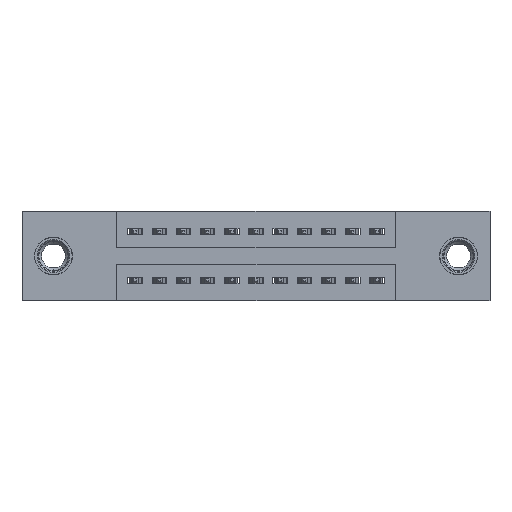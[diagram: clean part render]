
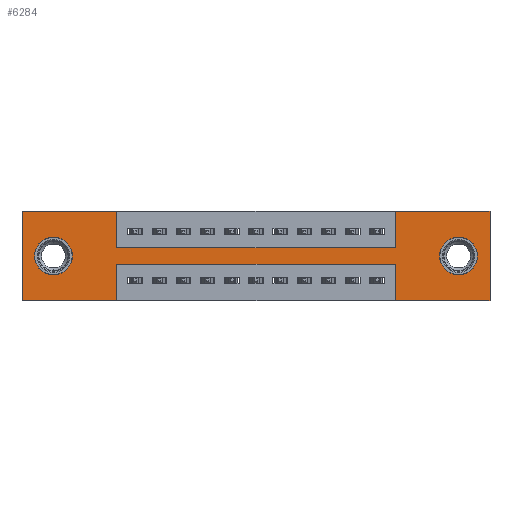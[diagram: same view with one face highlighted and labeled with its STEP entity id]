
A CAD part, front view. The second image highlights one B-rep face of the part: STEP entity #6284.
In plain terms, the highlighted planar face has unit normal (0, -1, 0).
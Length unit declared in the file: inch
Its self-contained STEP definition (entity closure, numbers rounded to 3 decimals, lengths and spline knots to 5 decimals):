
#162 = CARTESIAN_POINT ( 'NONE',  ( 0., 0., 0. ) ) ;
#311 = VERTEX_POINT ( 'NONE', #12116 ) ;
#355 = VECTOR ( 'NONE', #3726, 39.37008 ) ;
#447 = DIRECTION ( 'NONE',  ( 0., -1., 0. ) ) ;
#465 = CARTESIAN_POINT ( 'NONE',  ( 0.13, 0., -0.107 ) ) ;
#516 = DIRECTION ( 'NONE',  ( 0., 0., 1. ) ) ;
#544 = EDGE_CURVE ( 'NONE', #8917, #4277, #3078, .T. ) ;
#569 = DIRECTION ( 'NONE',  ( 0., 0., 1. ) ) ;
#595 = CARTESIAN_POINT ( 'NONE',  ( 0.3925, 0., -0.22 ) ) ;
#607 = ORIENTED_EDGE ( 'NONE', *, *, #9875, .F. ) ;
#727 = CARTESIAN_POINT ( 'NONE',  ( 0., 0., -0.37 ) ) ;
#729 = LINE ( 'NONE', #727, #10589 ) ;
#758 = CARTESIAN_POINT ( 'NONE',  ( 0.3925, 0., -0.22 ) ) ;
#800 = CARTESIAN_POINT ( 'NONE',  ( 0., 0., 0. ) ) ;
#862 = CARTESIAN_POINT ( 'NONE',  ( 0., 0., 0. ) ) ;
#962 = DIRECTION ( 'NONE',  ( 1., 0., 0. ) ) ;
#1095 = VERTEX_POINT ( 'NONE', #4545 ) ;
#1181 = VERTEX_POINT ( 'NONE', #2369 ) ;
#1288 = ORIENTED_EDGE ( 'NONE', *, *, #12644, .F. ) ;
#1484 = LINE ( 'NONE', #8615, #6862 ) ;
#1704 = EDGE_CURVE ( 'NONE', #12196, #311, #2871, .T. ) ;
#1808 = LINE ( 'NONE', #1845, #12919 ) ;
#1811 = CARTESIAN_POINT ( 'NONE',  ( 0.3925, 0., -0.37 ) ) ;
#1845 = CARTESIAN_POINT ( 'NONE',  ( 1.935, 0., 0. ) ) ;
#1898 = DIRECTION ( 'NONE',  ( -1., 0., 0. ) ) ;
#1910 = ORIENTED_EDGE ( 'NONE', *, *, #7527, .F. ) ;
#2037 = EDGE_CURVE ( 'NONE', #13418, #9527, #7577, .T. ) ;
#2369 = CARTESIAN_POINT ( 'NONE',  ( 1.5425, 0., -0.37 ) ) ;
#2370 = CARTESIAN_POINT ( 'NONE',  ( 1.5425, 0., 0. ) ) ;
#2497 = DIRECTION ( 'NONE',  ( 0., 0., 1. ) ) ;
#2545 = LINE ( 'NONE', #2370, #10810 ) ;
#2631 = CARTESIAN_POINT ( 'NONE',  ( 0.3925, 0., 0. ) ) ;
#2638 = VECTOR ( 'NONE', #5674, 39.37008 ) ;
#2675 = CARTESIAN_POINT ( 'NONE',  ( 1.935, 0., 0. ) ) ;
#2842 = VERTEX_POINT ( 'NONE', #6966 ) ;
#2871 = CIRCLE ( 'NONE', #10971, 0.078 ) ;
#2887 = AXIS2_PLACEMENT_3D ( 'NONE', #10235, #3766, #11314 ) ;
#3078 = LINE ( 'NONE', #862, #9503 ) ;
#3322 = LINE ( 'NONE', #2631, #355 ) ;
#3360 = EDGE_CURVE ( 'NONE', #1095, #8917, #2545, .T. ) ;
#3679 = CIRCLE ( 'NONE', #7105, 0.078 ) ;
#3726 = DIRECTION ( 'NONE',  ( 0., 0., -1. ) ) ;
#3734 = CARTESIAN_POINT ( 'NONE',  ( 1.805, 0., -0.107 ) ) ;
#3766 = DIRECTION ( 'NONE',  ( 0., 1., 0. ) ) ;
#3864 = ORIENTED_EDGE ( 'NONE', *, *, #544, .F. ) ;
#3866 = EDGE_CURVE ( 'NONE', #12970, #13418, #1484, .T. ) ;
#4040 = DIRECTION ( 'NONE',  ( -1., 0., 0. ) ) ;
#4277 = VERTEX_POINT ( 'NONE', #2675 ) ;
#4310 = ORIENTED_EDGE ( 'NONE', *, *, #5116, .F. ) ;
#4425 = DIRECTION ( 'NONE',  ( 1., 0., 0. ) ) ;
#4502 = AXIS2_PLACEMENT_3D ( 'NONE', #13426, #447, #8027 ) ;
#4514 = CARTESIAN_POINT ( 'NONE',  ( 1.935, 0., -0.37 ) ) ;
#4545 = CARTESIAN_POINT ( 'NONE',  ( 1.5425, 0., -0.15 ) ) ;
#4765 = VERTEX_POINT ( 'NONE', #4514 ) ;
#4964 = ORIENTED_EDGE ( 'NONE', *, *, #8679, .F. ) ;
#4992 = DIRECTION ( 'NONE',  ( 1., 0., 0. ) ) ;
#5116 = EDGE_CURVE ( 'NONE', #4277, #4765, #1808, .T. ) ;
#5173 = AXIS2_PLACEMENT_3D ( 'NONE', #5188, #12940, #6460 ) ;
#5188 = CARTESIAN_POINT ( 'NONE',  ( 0.13, 0., -0.185 ) ) ;
#5260 = CARTESIAN_POINT ( 'NONE',  ( 1.5425, 0., 0. ) ) ;
#5261 = LINE ( 'NONE', #11518, #11059 ) ;
#5493 = ORIENTED_EDGE ( 'NONE', *, *, #8769, .F. ) ;
#5541 = CARTESIAN_POINT ( 'NONE',  ( 0., 0., 0. ) ) ;
#5561 = EDGE_LOOP ( 'NONE', ( #607, #1910, #11986, #5493, #4310, #3864, #13522, #11959, #4964, #1288, #10729, #13116 ) ) ;
#5674 = DIRECTION ( 'NONE',  ( 0., 0., -1. ) ) ;
#5851 = CIRCLE ( 'NONE', #2887, 0.078 ) ;
#5866 = PLANE ( 'NONE',  #4502 ) ;
#6129 = LINE ( 'NONE', #11108, #2638 ) ;
#6284 = ADVANCED_FACE ( 'NONE', ( #13391, #13047, #7619 ), #5866, .T. ) ;
#6460 = DIRECTION ( 'NONE',  ( 0., 0., 1. ) ) ;
#6862 = VECTOR ( 'NONE', #8479, 39.37008 ) ;
#6886 = DIRECTION ( 'NONE',  ( 0., 0., -1. ) ) ;
#6966 = CARTESIAN_POINT ( 'NONE',  ( 0.3925, 0., -0.15 ) ) ;
#7034 = DIRECTION ( 'NONE',  ( 0., 1., 0. ) ) ;
#7096 = CARTESIAN_POINT ( 'NONE',  ( 1.805, 0., -0.185 ) ) ;
#7105 = AXIS2_PLACEMENT_3D ( 'NONE', #13515, #7034, #569 ) ;
#7209 = LINE ( 'NONE', #5541, #12980 ) ;
#7280 = VERTEX_POINT ( 'NONE', #11208 ) ;
#7382 = DIRECTION ( 'NONE',  ( 0., 1., 0. ) ) ;
#7527 = EDGE_CURVE ( 'NONE', #8001, #8112, #11047, .T. ) ;
#7577 = LINE ( 'NONE', #162, #10522 ) ;
#7619 = FACE_OUTER_BOUND ( 'NONE', #5561, .T. ) ;
#7727 = VECTOR ( 'NONE', #13385, 39.37008 ) ;
#8001 = VERTEX_POINT ( 'NONE', #10207 ) ;
#8027 = DIRECTION ( 'NONE',  ( 0., 0., -1. ) ) ;
#8112 = VERTEX_POINT ( 'NONE', #595 ) ;
#8118 = VECTOR ( 'NONE', #1898, 39.37008 ) ;
#8228 = EDGE_LOOP ( 'NONE', ( #12726, #11732 ) ) ;
#8479 = DIRECTION ( 'NONE',  ( -1., 0., 0. ) ) ;
#8615 = CARTESIAN_POINT ( 'NONE',  ( 0., 0., -0.37 ) ) ;
#8651 = VERTEX_POINT ( 'NONE', #13309 ) ;
#8679 = EDGE_CURVE ( 'NONE', #7280, #2842, #3322, .T. ) ;
#8737 = CARTESIAN_POINT ( 'NONE',  ( 0., 0., -0.37 ) ) ;
#8769 = EDGE_CURVE ( 'NONE', #4765, #1181, #729, .T. ) ;
#8917 = VERTEX_POINT ( 'NONE', #5260 ) ;
#8929 = ORIENTED_EDGE ( 'NONE', *, *, #11917, .T. ) ;
#9018 = CARTESIAN_POINT ( 'NONE',  ( 1.5425, 0., -0.37 ) ) ;
#9350 = EDGE_CURVE ( 'NONE', #8651, #10420, #3679, .T. ) ;
#9503 = VECTOR ( 'NONE', #962, 39.37008 ) ;
#9527 = VERTEX_POINT ( 'NONE', #800 ) ;
#9875 = EDGE_CURVE ( 'NONE', #8112, #12970, #6129, .T. ) ;
#10207 = CARTESIAN_POINT ( 'NONE',  ( 1.5425, 0., -0.22 ) ) ;
#10235 = CARTESIAN_POINT ( 'NONE',  ( 1.805, 0., -0.185 ) ) ;
#10420 = VERTEX_POINT ( 'NONE', #465 ) ;
#10491 = DIRECTION ( 'NONE',  ( 0., 0., -1. ) ) ;
#10517 = EDGE_CURVE ( 'NONE', #2842, #1095, #5261, .T. ) ;
#10522 = VECTOR ( 'NONE', #516, 39.37008 ) ;
#10589 = VECTOR ( 'NONE', #4040, 39.37008 ) ;
#10655 = LINE ( 'NONE', #9018, #7727 ) ;
#10729 = ORIENTED_EDGE ( 'NONE', *, *, #2037, .F. ) ;
#10810 = VECTOR ( 'NONE', #2497, 39.37008 ) ;
#10968 = ORIENTED_EDGE ( 'NONE', *, *, #9350, .T. ) ;
#10971 = AXIS2_PLACEMENT_3D ( 'NONE', #7096, #7382, #6886 ) ;
#11047 = LINE ( 'NONE', #758, #8118 ) ;
#11059 = VECTOR ( 'NONE', #4992, 39.37008 ) ;
#11108 = CARTESIAN_POINT ( 'NONE',  ( 0.3925, 0., -0.37 ) ) ;
#11208 = CARTESIAN_POINT ( 'NONE',  ( 0.3925, 0., 0. ) ) ;
#11314 = DIRECTION ( 'NONE',  ( 0., 0., -1. ) ) ;
#11361 = CIRCLE ( 'NONE', #5173, 0.078 ) ;
#11518 = CARTESIAN_POINT ( 'NONE',  ( 0.3925, 0., -0.15 ) ) ;
#11732 = ORIENTED_EDGE ( 'NONE', *, *, #13622, .T. ) ;
#11917 = EDGE_CURVE ( 'NONE', #10420, #8651, #11361, .T. ) ;
#11959 = ORIENTED_EDGE ( 'NONE', *, *, #10517, .F. ) ;
#11986 = ORIENTED_EDGE ( 'NONE', *, *, #12827, .F. ) ;
#12116 = CARTESIAN_POINT ( 'NONE',  ( 1.805, 0., -0.263 ) ) ;
#12196 = VERTEX_POINT ( 'NONE', #3734 ) ;
#12644 = EDGE_CURVE ( 'NONE', #9527, #7280, #7209, .T. ) ;
#12726 = ORIENTED_EDGE ( 'NONE', *, *, #1704, .T. ) ;
#12827 = EDGE_CURVE ( 'NONE', #1181, #8001, #10655, .T. ) ;
#12919 = VECTOR ( 'NONE', #10491, 39.37008 ) ;
#12940 = DIRECTION ( 'NONE',  ( 0., 1., 0. ) ) ;
#12970 = VERTEX_POINT ( 'NONE', #1811 ) ;
#12980 = VECTOR ( 'NONE', #4425, 39.37008 ) ;
#13047 = FACE_BOUND ( 'NONE', #13811, .T. ) ;
#13116 = ORIENTED_EDGE ( 'NONE', *, *, #3866, .F. ) ;
#13309 = CARTESIAN_POINT ( 'NONE',  ( 0.13, 0., -0.263 ) ) ;
#13385 = DIRECTION ( 'NONE',  ( 0., 0., 1. ) ) ;
#13391 = FACE_BOUND ( 'NONE', #8228, .T. ) ;
#13418 = VERTEX_POINT ( 'NONE', #8737 ) ;
#13426 = CARTESIAN_POINT ( 'NONE',  ( 0., 0., -0.37 ) ) ;
#13515 = CARTESIAN_POINT ( 'NONE',  ( 0.13, 0., -0.185 ) ) ;
#13522 = ORIENTED_EDGE ( 'NONE', *, *, #3360, .F. ) ;
#13622 = EDGE_CURVE ( 'NONE', #311, #12196, #5851, .T. ) ;
#13811 = EDGE_LOOP ( 'NONE', ( #8929, #10968 ) ) ;
